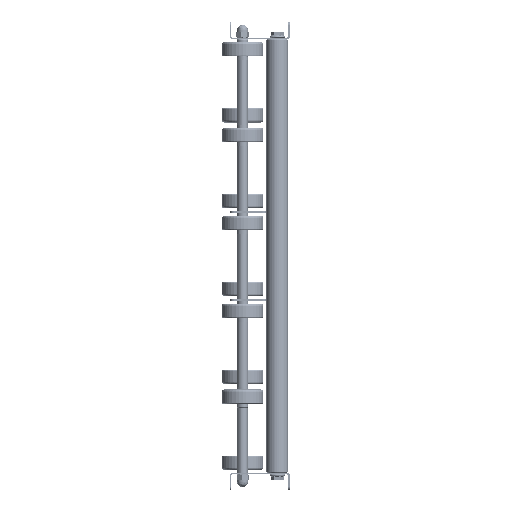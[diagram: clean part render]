
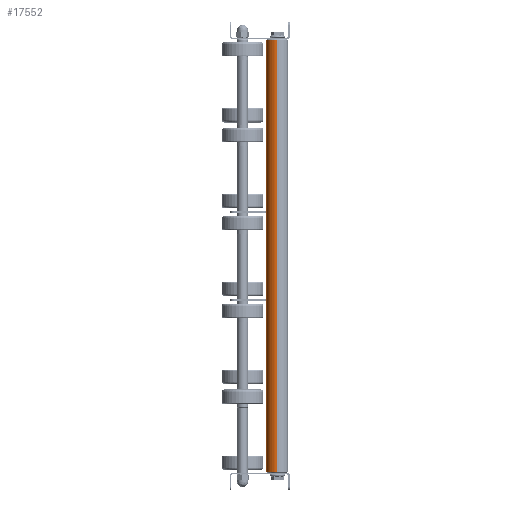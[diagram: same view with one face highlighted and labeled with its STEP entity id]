
A CAD part, left-side view. The second image highlights one B-rep face of the part: STEP entity #17552.
In plain terms, the highlighted cylindrical face has radius 12.5 mm (diameter 25 mm), a partial arc.
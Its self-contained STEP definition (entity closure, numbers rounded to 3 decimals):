
#1129 = AXIS2_PLACEMENT_3D ( 'NONE', #10918, #3733, #2203 ) ;
#1466 = ORIENTED_EDGE ( 'NONE', *, *, #10684, .T. ) ;
#1993 = AXIS2_PLACEMENT_3D ( 'NONE', #18467, #20693, #11437 ) ;
#2203 = DIRECTION ( 'NONE',  ( 0., 0., -1. ) ) ;
#3075 = VERTEX_POINT ( 'NONE', #4336 ) ;
#3733 = DIRECTION ( 'NONE',  ( 1., 0., 0. ) ) ;
#3929 = CARTESIAN_POINT ( 'NONE',  ( 499., 0., 12.5 ) ) ;
#4189 = CARTESIAN_POINT ( 'NONE',  ( 500., 0., 12.5 ) ) ;
#4336 = CARTESIAN_POINT ( 'NONE',  ( 1., 0., 12.5 ) ) ;
#4712 = CARTESIAN_POINT ( 'NONE',  ( 499., 0., -12.5 ) ) ;
#6631 = VERTEX_POINT ( 'NONE', #3929 ) ;
#6835 = CIRCLE ( 'NONE', #1993, 12.5 ) ;
#7479 = DIRECTION ( 'NONE',  ( -1., 0., 0. ) ) ;
#7808 = VERTEX_POINT ( 'NONE', #4712 ) ;
#9006 = EDGE_CURVE ( 'NONE', #6631, #3075, #11606, .T. ) ;
#9407 = EDGE_LOOP ( 'NONE', ( #9609, #1466, #16578, #14671 ) ) ;
#9609 = ORIENTED_EDGE ( 'NONE', *, *, #22591, .T. ) ;
#10684 = EDGE_CURVE ( 'NONE', #7808, #12027, #12636, .T. ) ;
#10918 = CARTESIAN_POINT ( 'NONE',  ( 1., 0., 0. ) ) ;
#11274 = DIRECTION ( 'NONE',  ( -1., 0., 0. ) ) ;
#11373 = AXIS2_PLACEMENT_3D ( 'NONE', #13911, #15897, #12164 ) ;
#11437 = DIRECTION ( 'NONE',  ( 0., 0., -1. ) ) ;
#11480 = VECTOR ( 'NONE', #7479, 1000. ) ;
#11606 = LINE ( 'NONE', #4189, #22048 ) ;
#12027 = VERTEX_POINT ( 'NONE', #18152 ) ;
#12164 = DIRECTION ( 'NONE',  ( 0., 0., 1. ) ) ;
#12636 = LINE ( 'NONE', #16126, #11480 ) ;
#13911 = CARTESIAN_POINT ( 'NONE',  ( 500., 0., 0. ) ) ;
#14671 = ORIENTED_EDGE ( 'NONE', *, *, #9006, .F. ) ;
#15897 = DIRECTION ( 'NONE',  ( -1., 0., 0. ) ) ;
#16126 = CARTESIAN_POINT ( 'NONE',  ( 500., 0., -12.5 ) ) ;
#16578 = ORIENTED_EDGE ( 'NONE', *, *, #19604, .T. ) ;
#17552 = ADVANCED_FACE ( 'NONE', ( #22923 ), #21309, .T. ) ;
#17903 = CIRCLE ( 'NONE', #1129, 12.5 ) ;
#18152 = CARTESIAN_POINT ( 'NONE',  ( 1., 0., -12.5 ) ) ;
#18467 = CARTESIAN_POINT ( 'NONE',  ( 499., 0., 0. ) ) ;
#19604 = EDGE_CURVE ( 'NONE', #12027, #3075, #17903, .T. ) ;
#20693 = DIRECTION ( 'NONE',  ( -1., 0., 0. ) ) ;
#21309 = CYLINDRICAL_SURFACE ( 'NONE', #11373, 12.5 ) ;
#22048 = VECTOR ( 'NONE', #11274, 1000. ) ;
#22591 = EDGE_CURVE ( 'NONE', #6631, #7808, #6835, .T. ) ;
#22923 = FACE_OUTER_BOUND ( 'NONE', #9407, .T. ) ;
